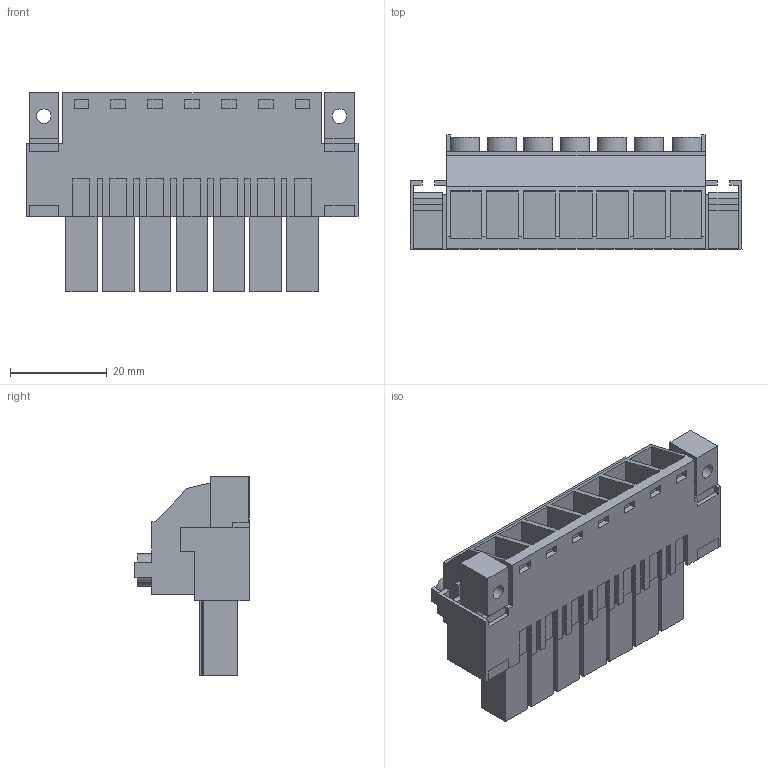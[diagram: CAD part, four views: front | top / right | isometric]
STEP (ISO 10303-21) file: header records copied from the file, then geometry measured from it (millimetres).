
FILE_DESCRIPTION(('CATIA V5 STEP Exchange','CAx-IF Rec.Pracs.--- Model Styling and Organization---1.4--- 2014-01-23'),'2;1');
FILE_NAME ('D1459325_1_1929790000_1929790000.stp','2023-05-02T08:54:50+00:00',('none'),('Weidmueller'),'CATIA Version 5-6 Release 2016 SP3 HF44','CATIA V5 STEP AP214','none');
FILE_SCHEMA(('AUTOMOTIVE_DESIGN { 1 0 10303 214 1 1 1 1 }'));
Length unit declared in the file: millimetre
Products named in the file (1): 1929790000
Bounding box: 68.58 x 23.6 x 41.2 mm (x, y, z)
Volume: 26306.2 mm3; surface area: 18836.2 mm2
Topology: 12 solids, 12 shells, 773 faces, 2093 edges, 1394 vertices
Faces by surface type: plane 685, cylinder 74, extrusion 14
Entity records: 23080 total; most frequent: CARTESIAN_POINT 4637, ORIENTED_EDGE 4186, DIRECTION 3009, EDGE_CURVE 2093, VECTOR 1931, LINE 1917, VERTEX_POINT 1394, EDGE_LOOP 847
